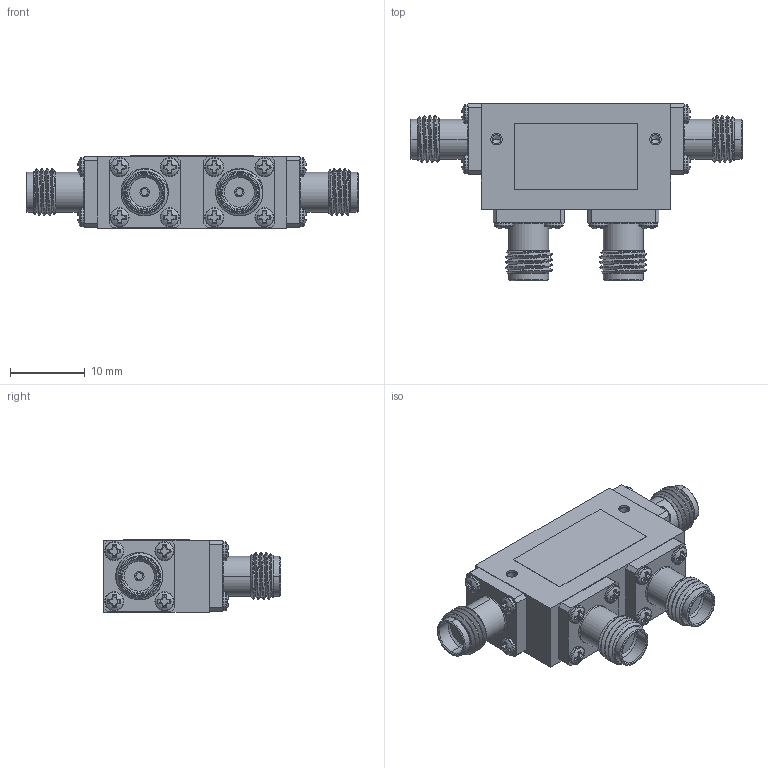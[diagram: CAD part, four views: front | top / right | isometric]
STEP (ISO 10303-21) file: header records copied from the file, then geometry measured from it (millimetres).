
FILE_DESCRIPTION (( 'STEP AP214' ), '1' );
FILE_NAME ('FMCR1021_3D.step', '2023-11-01T18:24:27', ( '' ), ( '' ), 'SwSTEP 2.0', 'SolidWorks 2022', '' );
FILE_SCHEMA (( 'AUTOMOTIVE_DESIGN' ));
Length unit declared in the file: inch
Products named in the file (1): FMCR1021_3D
Bounding box: 44.55 x 23.8 x 9.7 mm (x, y, z)
Volume: 4658.1 mm3; surface area: 3347.2 mm2
Topology: 1 solids, 21 shells, 1343 faces, 3584 edges, 2360 vertices
Faces by surface type: cylinder 640, plane 419, cone 152, torus 72, bspline 44, sphere 16
Entity records: 66894 total; most frequent: CARTESIAN_POINT 35632, ORIENTED_EDGE 7120, DIRECTION 6108, EDGE_CURVE 3560, AXIS2_PLACEMENT_3D 2428, VERTEX_POINT 2360, EDGE_LOOP 1444, ADVANCED_FACE 1343
